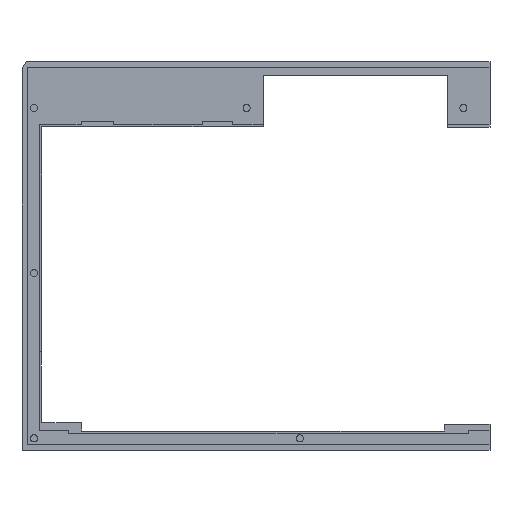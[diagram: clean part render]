
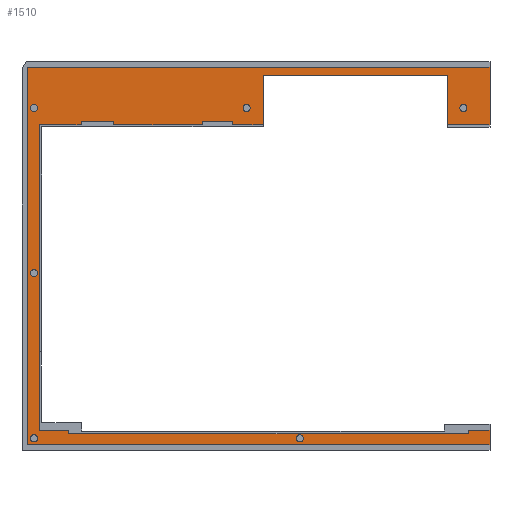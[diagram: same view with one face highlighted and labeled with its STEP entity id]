
A CAD part, front view. The second image highlights one B-rep face of the part: STEP entity #1510.
In plain terms, the highlighted planar face has unit normal (0, -1, 0).
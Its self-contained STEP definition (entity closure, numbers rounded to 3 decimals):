
#82=FACE_BOUND('',#212,.T.);
#83=FACE_BOUND('',#213,.T.);
#84=FACE_BOUND('',#214,.T.);
#85=FACE_BOUND('',#215,.T.);
#86=FACE_BOUND('',#216,.T.);
#87=FACE_BOUND('',#217,.T.);
#93=CIRCLE('',#1618,1.45);
#94=CIRCLE('',#1619,1.45);
#95=CIRCLE('',#1620,1.45);
#96=CIRCLE('',#1621,1.45);
#97=CIRCLE('',#1622,1.45);
#98=CIRCLE('',#1623,1.45);
#130=FACE_OUTER_BOUND('',#211,.T.);
#211=EDGE_LOOP('',(#1148,#1149,#1150,#1151,#1152,#1153,#1154,#1155,#1156,
#1157,#1158,#1159,#1160,#1161,#1162,#1163,#1164,#1165,#1166,#1167,#1168,
#1169,#1170,#1171,#1172,#1173));
#212=EDGE_LOOP('',(#1174));
#213=EDGE_LOOP('',(#1175));
#214=EDGE_LOOP('',(#1176));
#215=EDGE_LOOP('',(#1177));
#216=EDGE_LOOP('',(#1178));
#217=EDGE_LOOP('',(#1179));
#280=LINE('',#2087,#471);
#313=LINE('',#2163,#504);
#338=LINE('',#2216,#529);
#343=LINE('',#2226,#534);
#345=LINE('',#2230,#536);
#352=LINE('',#2243,#543);
#374=LINE('',#2287,#565);
#378=LINE('',#2293,#569);
#381=LINE('',#2299,#572);
#382=LINE('',#2302,#573);
#383=LINE('',#2304,#574);
#384=LINE('',#2306,#575);
#385=LINE('',#2308,#576);
#386=LINE('',#2310,#577);
#387=LINE('',#2312,#578);
#388=LINE('',#2314,#579);
#389=LINE('',#2316,#580);
#390=LINE('',#2318,#581);
#391=LINE('',#2320,#582);
#392=LINE('',#2322,#583);
#393=LINE('',#2324,#584);
#394=LINE('',#2326,#585);
#395=LINE('',#2327,#586);
#396=LINE('',#2328,#587);
#397=LINE('',#2330,#588);
#398=LINE('',#2331,#589);
#471=VECTOR('',#1695,10.);
#504=VECTOR('',#1756,10.);
#529=VECTOR('',#1787,10.);
#534=VECTOR('',#1794,10.);
#536=VECTOR('',#1798,10.);
#543=VECTOR('',#1807,10.);
#565=VECTOR('',#1839,10.);
#569=VECTOR('',#1847,10.);
#572=VECTOR('',#1852,10.);
#573=VECTOR('',#1855,10.);
#574=VECTOR('',#1856,10.);
#575=VECTOR('',#1857,10.);
#576=VECTOR('',#1858,10.);
#577=VECTOR('',#1859,10.);
#578=VECTOR('',#1860,10.);
#579=VECTOR('',#1861,10.);
#580=VECTOR('',#1862,10.);
#581=VECTOR('',#1863,10.);
#582=VECTOR('',#1864,10.);
#583=VECTOR('',#1865,10.);
#584=VECTOR('',#1866,10.);
#585=VECTOR('',#1867,10.);
#586=VECTOR('',#1868,10.);
#587=VECTOR('',#1869,10.);
#588=VECTOR('',#1870,10.);
#589=VECTOR('',#1871,10.);
#662=VERTEX_POINT('',#2084);
#663=VERTEX_POINT('',#2086);
#690=VERTEX_POINT('',#2157);
#692=VERTEX_POINT('',#2161);
#716=VERTEX_POINT('',#2213);
#717=VERTEX_POINT('',#2215);
#720=VERTEX_POINT('',#2223);
#721=VERTEX_POINT('',#2225);
#722=VERTEX_POINT('',#2229);
#727=VERTEX_POINT('',#2241);
#744=VERTEX_POINT('',#2286);
#746=VERTEX_POINT('',#2297);
#747=VERTEX_POINT('',#2301);
#748=VERTEX_POINT('',#2303);
#749=VERTEX_POINT('',#2305);
#750=VERTEX_POINT('',#2307);
#751=VERTEX_POINT('',#2309);
#752=VERTEX_POINT('',#2311);
#753=VERTEX_POINT('',#2313);
#754=VERTEX_POINT('',#2315);
#755=VERTEX_POINT('',#2317);
#756=VERTEX_POINT('',#2319);
#757=VERTEX_POINT('',#2321);
#758=VERTEX_POINT('',#2323);
#759=VERTEX_POINT('',#2325);
#760=VERTEX_POINT('',#2329);
#761=VERTEX_POINT('',#2332);
#762=VERTEX_POINT('',#2334);
#763=VERTEX_POINT('',#2336);
#764=VERTEX_POINT('',#2338);
#765=VERTEX_POINT('',#2340);
#766=VERTEX_POINT('',#2342);
#799=EDGE_CURVE('',#662,#663,#280,.T.);
#836=EDGE_CURVE('',#690,#692,#313,.T.);
#861=EDGE_CURVE('',#717,#716,#338,.T.);
#866=EDGE_CURVE('',#721,#720,#343,.T.);
#868=EDGE_CURVE('',#722,#721,#345,.T.);
#875=EDGE_CURVE('',#720,#727,#352,.T.);
#897=EDGE_CURVE('',#744,#717,#374,.T.);
#901=EDGE_CURVE('',#716,#722,#378,.T.);
#904=EDGE_CURVE('',#746,#727,#381,.T.);
#905=EDGE_CURVE('',#662,#747,#382,.T.);
#906=EDGE_CURVE('',#747,#748,#383,.T.);
#907=EDGE_CURVE('',#748,#749,#384,.T.);
#908=EDGE_CURVE('',#749,#750,#385,.T.);
#909=EDGE_CURVE('',#750,#751,#386,.T.);
#910=EDGE_CURVE('',#751,#752,#387,.T.);
#911=EDGE_CURVE('',#753,#752,#388,.T.);
#912=EDGE_CURVE('',#753,#754,#389,.T.);
#913=EDGE_CURVE('',#754,#755,#390,.T.);
#914=EDGE_CURVE('',#755,#756,#391,.T.);
#915=EDGE_CURVE('',#757,#756,#392,.T.);
#916=EDGE_CURVE('',#757,#758,#393,.T.);
#917=EDGE_CURVE('',#758,#759,#394,.T.);
#918=EDGE_CURVE('',#759,#744,#395,.T.);
#919=EDGE_CURVE('',#690,#746,#396,.T.);
#920=EDGE_CURVE('',#692,#760,#397,.T.);
#921=EDGE_CURVE('',#760,#663,#398,.T.);
#922=EDGE_CURVE('',#761,#761,#93,.T.);
#923=EDGE_CURVE('',#762,#762,#94,.T.);
#924=EDGE_CURVE('',#763,#763,#95,.T.);
#925=EDGE_CURVE('',#764,#764,#96,.T.);
#926=EDGE_CURVE('',#765,#765,#97,.T.);
#927=EDGE_CURVE('',#766,#766,#98,.T.);
#1148=ORIENTED_EDGE('',*,*,#799,.F.);
#1149=ORIENTED_EDGE('',*,*,#905,.T.);
#1150=ORIENTED_EDGE('',*,*,#906,.T.);
#1151=ORIENTED_EDGE('',*,*,#907,.T.);
#1152=ORIENTED_EDGE('',*,*,#908,.T.);
#1153=ORIENTED_EDGE('',*,*,#909,.T.);
#1154=ORIENTED_EDGE('',*,*,#910,.T.);
#1155=ORIENTED_EDGE('',*,*,#911,.F.);
#1156=ORIENTED_EDGE('',*,*,#912,.T.);
#1157=ORIENTED_EDGE('',*,*,#913,.T.);
#1158=ORIENTED_EDGE('',*,*,#914,.T.);
#1159=ORIENTED_EDGE('',*,*,#915,.F.);
#1160=ORIENTED_EDGE('',*,*,#916,.T.);
#1161=ORIENTED_EDGE('',*,*,#917,.T.);
#1162=ORIENTED_EDGE('',*,*,#918,.T.);
#1163=ORIENTED_EDGE('',*,*,#897,.T.);
#1164=ORIENTED_EDGE('',*,*,#861,.T.);
#1165=ORIENTED_EDGE('',*,*,#901,.T.);
#1166=ORIENTED_EDGE('',*,*,#868,.T.);
#1167=ORIENTED_EDGE('',*,*,#866,.T.);
#1168=ORIENTED_EDGE('',*,*,#875,.T.);
#1169=ORIENTED_EDGE('',*,*,#904,.F.);
#1170=ORIENTED_EDGE('',*,*,#919,.F.);
#1171=ORIENTED_EDGE('',*,*,#836,.T.);
#1172=ORIENTED_EDGE('',*,*,#920,.T.);
#1173=ORIENTED_EDGE('',*,*,#921,.T.);
#1174=ORIENTED_EDGE('',*,*,#922,.T.);
#1175=ORIENTED_EDGE('',*,*,#923,.T.);
#1176=ORIENTED_EDGE('',*,*,#924,.T.);
#1177=ORIENTED_EDGE('',*,*,#925,.T.);
#1178=ORIENTED_EDGE('',*,*,#926,.T.);
#1179=ORIENTED_EDGE('',*,*,#927,.T.);
#1436=PLANE('',#1617);
#1510=ADVANCED_FACE('',(#130,#82,#83,#84,#85,#86,#87),#1436,.T.);
#1617=AXIS2_PLACEMENT_3D('',#2300,#1853,#1854);
#1618=AXIS2_PLACEMENT_3D('',#2333,#1872,#1873);
#1619=AXIS2_PLACEMENT_3D('',#2335,#1874,#1875);
#1620=AXIS2_PLACEMENT_3D('',#2337,#1876,#1877);
#1621=AXIS2_PLACEMENT_3D('',#2339,#1878,#1879);
#1622=AXIS2_PLACEMENT_3D('',#2341,#1880,#1881);
#1623=AXIS2_PLACEMENT_3D('',#2343,#1882,#1883);
#1695=DIRECTION('',(0.,0.,-1.));
#1756=DIRECTION('',(-1.,0.,0.));
#1787=DIRECTION('',(0.,0.,1.));
#1794=DIRECTION('',(1.,0.,0.));
#1798=DIRECTION('',(0.,0.,1.));
#1807=DIRECTION('',(0.,0.,-1.));
#1839=DIRECTION('',(1.,0.,0.));
#1847=DIRECTION('',(1.,0.,0.));
#1852=DIRECTION('',(-1.,0.,0.));
#1853=DIRECTION('center_axis',(0.,-1.,0.));
#1854=DIRECTION('ref_axis',(0.,0.,-1.));
#1855=DIRECTION('',(-1.,0.,0.));
#1856=DIRECTION('',(0.,0.,-1.));
#1857=DIRECTION('',(-1.,0.,0.));
#1858=DIRECTION('',(0.,0.,1.));
#1859=DIRECTION('',(-1.,0.,0.));
#1860=DIRECTION('',(0.,0.,1.));
#1861=DIRECTION('',(-1.,0.,0.));
#1862=DIRECTION('',(0.,0.,1.));
#1863=DIRECTION('',(1.,0.,0.));
#1864=DIRECTION('',(0.,0.,-1.));
#1865=DIRECTION('',(-1.,0.,0.));
#1866=DIRECTION('',(0.,0.,1.));
#1867=DIRECTION('',(1.,0.,0.));
#1868=DIRECTION('',(0.,0.,-1.));
#1869=DIRECTION('',(0.,0.,-1.));
#1870=DIRECTION('',(0.,0.,-1.));
#1871=DIRECTION('',(1.,0.,0.));
#1872=DIRECTION('center_axis',(0.,1.,0.));
#1873=DIRECTION('ref_axis',(1.,0.,0.));
#1874=DIRECTION('center_axis',(0.,1.,0.));
#1875=DIRECTION('ref_axis',(1.,0.,0.));
#1876=DIRECTION('center_axis',(0.,1.,0.));
#1877=DIRECTION('ref_axis',(1.,0.,0.));
#1878=DIRECTION('center_axis',(0.,1.,0.));
#1879=DIRECTION('ref_axis',(1.,0.,0.));
#1880=DIRECTION('center_axis',(0.,1.,0.));
#1881=DIRECTION('ref_axis',(1.,0.,0.));
#1882=DIRECTION('center_axis',(0.,1.,0.));
#1883=DIRECTION('ref_axis',(1.,0.,0.));
#2084=CARTESIAN_POINT('',(44.689,0.,-64.587));
#2086=CARTESIAN_POINT('',(44.689,0.,-70.351));
#2087=CARTESIAN_POINT('',(44.689,0.,-26.393));
#2157=CARTESIAN_POINT('',(44.689,0.,84.378));
#2161=CARTESIAN_POINT('',(-144.965,0.,84.378));
#2163=CARTESIAN_POINT('',(-70.265,0.,84.378));
#2213=CARTESIAN_POINT('',(-48.415,0.,81.278));
#2215=CARTESIAN_POINT('',(-48.415,0.,60.778));
#2216=CARTESIAN_POINT('',(-48.415,0.,-2.947));
#2223=CARTESIAN_POINT('',(27.435,0.,81.281));
#2225=CARTESIAN_POINT('',(27.235,0.,81.281));
#2226=CARTESIAN_POINT('',(-5.325,0.,81.281));
#2229=CARTESIAN_POINT('',(27.235,0.,81.278));
#2230=CARTESIAN_POINT('',(27.235,0.,-3.044));
#2241=CARTESIAN_POINT('',(27.435,0.,60.778));
#2243=CARTESIAN_POINT('',(27.435,0.,7.679));
#2286=CARTESIAN_POINT('',(-60.867,0.,60.778));
#2287=CARTESIAN_POINT('',(-49.065,0.,60.778));
#2293=CARTESIAN_POINT('',(-21.765,0.,81.278));
#2297=CARTESIAN_POINT('',(44.689,0.,60.778));
#2299=CARTESIAN_POINT('',(46.461,0.,60.778));
#2300=CARTESIAN_POINT('Origin',(-37.886,0.,-65.922));
#2301=CARTESIAN_POINT('',(35.735,0.,-64.587));
#2302=CARTESIAN_POINT('',(54.925,0.,-64.587));
#2303=CARTESIAN_POINT('',(35.735,0.,-65.922));
#2304=CARTESIAN_POINT('',(35.735,0.,-29.347));
#2305=CARTESIAN_POINT('',(-128.157,0.,-65.922));
#2306=CARTESIAN_POINT('',(-16.725,0.,-65.922));
#2307=CARTESIAN_POINT('',(-128.157,0.,-64.422));
#2308=CARTESIAN_POINT('',(-128.157,0.,-29.454));
#2309=CARTESIAN_POINT('',(-140.265,0.,-64.422));
#2310=CARTESIAN_POINT('',(-61.861,0.,-64.422));
#2311=CARTESIAN_POINT('',(-140.265,0.,60.778));
#2312=CARTESIAN_POINT('',(-140.265,0.,-28.704));
#2313=CARTESIAN_POINT('',(-123.118,0.,60.778));
#2314=CARTESIAN_POINT('',(-120.421,0.,60.778));
#2315=CARTESIAN_POINT('',(-123.118,0.,62.216));
#2316=CARTESIAN_POINT('',(-123.118,0.,33.896));
#2317=CARTESIAN_POINT('',(-109.762,0.,62.216));
#2318=CARTESIAN_POINT('',(-53.787,0.,62.216));
#2319=CARTESIAN_POINT('',(-109.762,0.,60.778));
#2320=CARTESIAN_POINT('',(-109.762,0.,34.615));
#2321=CARTESIAN_POINT('',(-73.3,0.,60.778));
#2322=CARTESIAN_POINT('',(-71.615,0.,60.778));
#2323=CARTESIAN_POINT('',(-73.3,0.,62.216));
#2324=CARTESIAN_POINT('',(-73.3,0.,33.896));
#2325=CARTESIAN_POINT('',(-60.867,0.,62.216));
#2326=CARTESIAN_POINT('',(-29.546,0.,62.216));
#2327=CARTESIAN_POINT('',(-60.867,0.,34.615));
#2328=CARTESIAN_POINT('',(44.689,0.,-26.393));
#2329=CARTESIAN_POINT('',(-144.965,0.,-70.351));
#2330=CARTESIAN_POINT('',(-144.965,0.,-31.669));
#2331=CARTESIAN_POINT('',(79.135,0.,-70.351));
#2332=CARTESIAN_POINT('',(-143.885,0.,0.));
#2333=CARTESIAN_POINT('Origin',(-142.435,0.,0.));
#2334=CARTESIAN_POINT('',(-143.885,0.,67.728));
#2335=CARTESIAN_POINT('Origin',(-142.435,0.,67.728));
#2336=CARTESIAN_POINT('',(-143.885,0.,-67.799));
#2337=CARTESIAN_POINT('Origin',(-142.435,0.,-67.799));
#2338=CARTESIAN_POINT('',(32.326,0.,67.728));
#2339=CARTESIAN_POINT('Origin',(33.776,0.,67.728));
#2340=CARTESIAN_POINT('',(-56.659,0.,67.728));
#2341=CARTESIAN_POINT('Origin',(-55.209,0.,67.728));
#2342=CARTESIAN_POINT('',(-34.823,0.,-67.799));
#2343=CARTESIAN_POINT('Origin',(-33.373,0.,-67.799));
